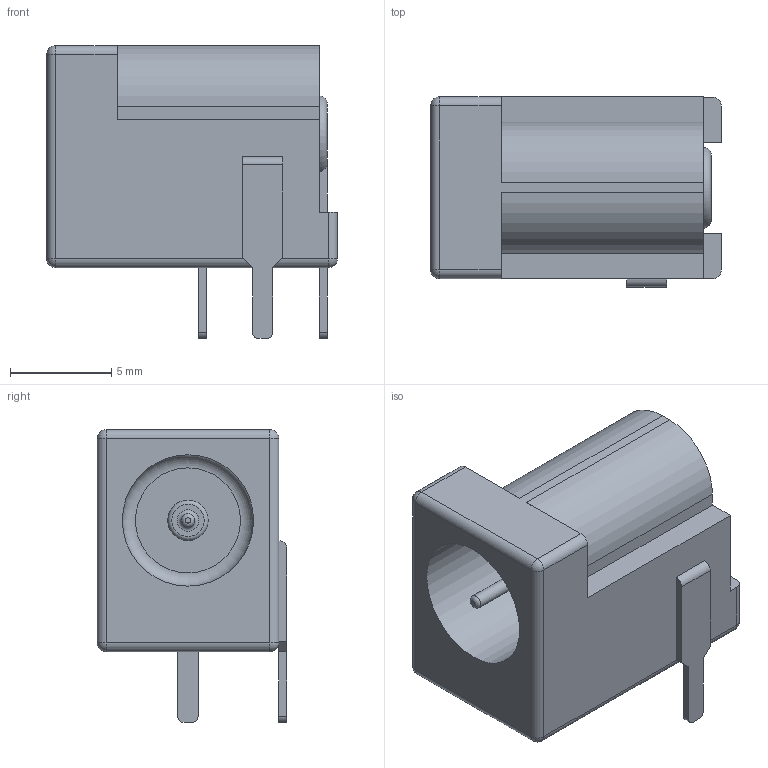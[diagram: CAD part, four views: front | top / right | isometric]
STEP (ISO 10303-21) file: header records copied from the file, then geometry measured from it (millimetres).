
FILE_DESCRIPTION(/* description */ (''),/* implementation_level */ '2;1');
FILE_NAME(/* name */ 'Plug-DC-Barrel-Jack-2.1mm-CUI-PJ-102AH.step',/* time_stamp */ '2023-10-24T20:44:21+02:00',/* author */ (''),/* organization */ (''),/* preprocessor_version */ 'ST-DEVELOPER v20',/* originating_system */ 'Autodesk Translation Framework v12.14.0.127',/* authorisation */ '');
FILE_SCHEMA (('AUTOMOTIVE_DESIGN { 1 0 10303 214 3 1 1 }'));
Length unit declared in the file: millimetre
Products named in the file (4): Plug-DC-Barrel-Jack-2.1mm-CUI-PJ-102AH; Leads; Body; Pin
Assembly tree (3 placements, depth 2):
  Plug-DC-Barrel-Jack-2.1mm-CUI-PJ-102AH
    Leads
    Body
    Pin
Bounding box: 14.4 x 9.4 x 14.5 mm (x, y, z)
Volume: 996.5 mm3; surface area: 1002.4 mm2
Topology: 5 solids, 5 shells, 84 faces, 195 edges, 124 vertices
Faces by surface type: plane 47, cylinder 25, sphere 6, torus 5, bspline 1
Full cylindrical faces by diameter (mm): 0.667 x1, 2 x1, 6.5 x1
Entity records: 2556 total; most frequent: CARTESIAN_POINT 455, DIRECTION 442, ORIENTED_EDGE 390, EDGE_CURVE 195, AXIS2_PLACEMENT_3D 158, LINE 126, VECTOR 126, VERTEX_POINT 124
